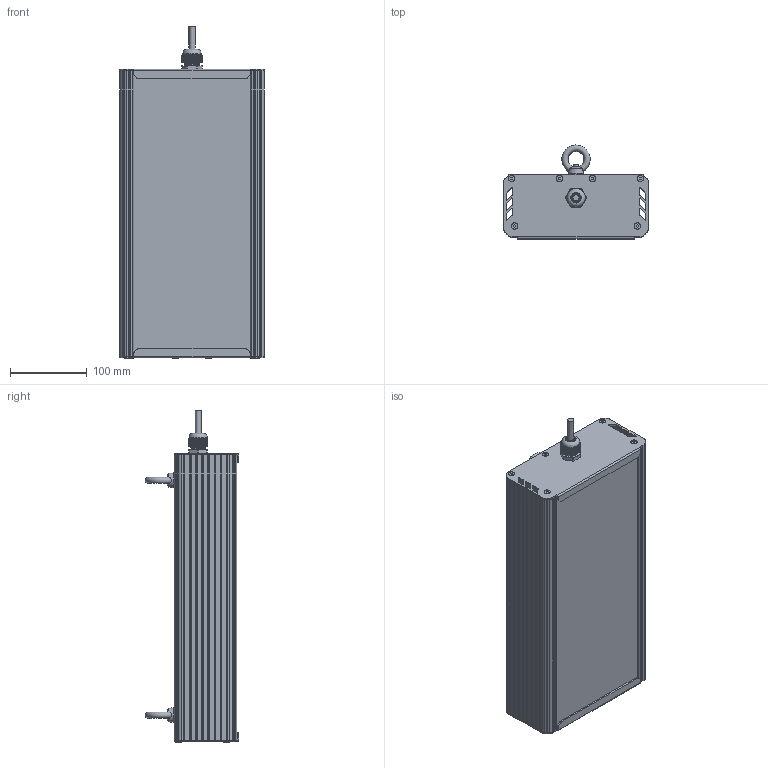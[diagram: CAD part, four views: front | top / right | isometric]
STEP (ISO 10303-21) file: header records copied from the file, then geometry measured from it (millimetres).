
FILE_DESCRIPTION(('STEP AP214'), '1');
FILE_NAME('001.0079.19.000 - ÃÑÏ-Ýêñòðà-80', '2023-10-20T02:29:49', ('Ëóêîíèí'), ('ÎÊÁ Ñâîé Ñòèëü'), 'C3D Converter', 'C3D Toolkit', '');
FILE_SCHEMA(('AUTOMOTIVE_DESIGN { 1 0 10303 214 3 1 1}'));
Length unit declared in the file: millimetre
Products named in the file (25): 001.0079.19.000; 001.0065.02.000
Assembly tree (54 placements, depth 4):
  001.0079.19.000
    (unnamed)
      (unnamed)
      (unnamed)
      (unnamed)
      (unnamed)  x6
      (unnamed)  x6
      (unnamed)
      (unnamed)
      (unnamed)
      (unnamed)
        (unnamed)
      (unnamed)  x8
        (unnamed)
        (unnamed)
        (unnamed)
        (unnamed)
        (unnamed)
        (unnamed)
        (unnamed)
        (unnamed)
        (unnamed)
    001.0065.02.000  x2
      (unnamed)
      (unnamed)
Bounding box: 187.37 x 121.62 x 431.43 mm (x, y, z)
Volume: 1158053.5 mm3; surface area: 908676.5 mm2
Topology: 280 solids, 280 shells, 3558 faces, 8883 edges, 5971 vertices
Faces by surface type: plane 2368, cylinder 1020, cone 112, bspline 37, torus 13, sphere 8
Full cylindrical faces by diameter (mm): 1 x8, 2 x16, 2.5 x32, 2.8 x200, 3.2 x8, 3.5 x40, 4 x12, 6 x2, 8 x12, 12 x1, 12.5 x1, 16 x1, 18.5 x3, 20 x1, 23.5 x1
Entity records: 82415 total; most frequent: CARTESIAN_POINT 39084, ORIENTED_EDGE 8468, DIRECTION 7614, EDGE_CURVE 4234, VERTEX_POINT 2914, LINE 2540, VECTOR 2540, AXIS2_PLACEMENT_3D 2537
